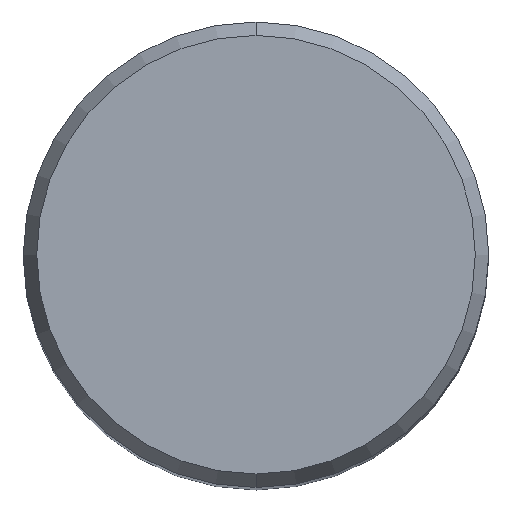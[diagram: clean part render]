
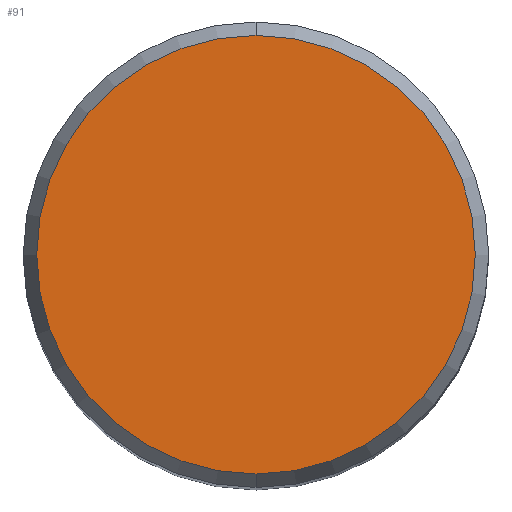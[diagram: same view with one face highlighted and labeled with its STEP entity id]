
A CAD part, top view. The second image highlights one B-rep face of the part: STEP entity #91.
In plain terms, the highlighted planar face has unit normal (0, 0, 1).
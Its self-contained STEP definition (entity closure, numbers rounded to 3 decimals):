
#91=ADVANCED_FACE('',(#219),#220,.T.);
#95=VERTEX_POINT('',#224);
#157=VERTEX_POINT('',#292);
#175=EDGE_CURVE('',#157,#95,#314,.T.);
#187=EDGE_CURVE('',#95,#157,#328,.T.);
#219=FACE_OUTER_BOUND('',#354,.T.);
#220=PLANE('',#355);
#224=CARTESIAN_POINT('',(0.,-7.479,0.01));
#292=CARTESIAN_POINT('',(0.0,7.479,0.01));
#314=CIRCLE('',#474,7.479);
#328=CIRCLE('',#489,7.479);
#354=EDGE_LOOP('',(#511,#512));
#355=AXIS2_PLACEMENT_3D('',#513,#514,#515);
#474=AXIS2_PLACEMENT_3D('',#630,#631,#632);
#489=AXIS2_PLACEMENT_3D('',#649,#650,#651);
#511=ORIENTED_EDGE('',*,*,#175,.F.);
#512=ORIENTED_EDGE('',*,*,#187,.F.);
#513=CARTESIAN_POINT('',(0.0,3.74,0.01));
#514=DIRECTION('',(-0.0,0.0,1.0));
#515=DIRECTION('',(0.0,-1.0,0.0));
#630=CARTESIAN_POINT('',(0.0,0.0,0.01));
#631=DIRECTION('',(0.0,0.0,-1.0));
#632=DIRECTION('',(0.0,1.0,0.0));
#649=CARTESIAN_POINT('',(0.0,0.0,0.01));
#650=DIRECTION('',(0.0,0.0,-1.0));
#651=DIRECTION('',(0.0,1.0,0.0));
